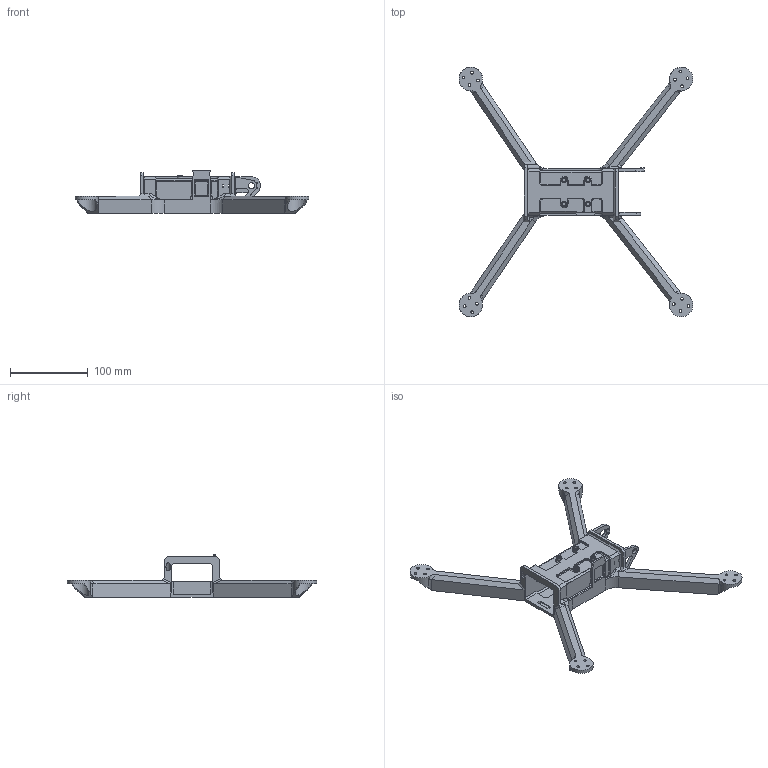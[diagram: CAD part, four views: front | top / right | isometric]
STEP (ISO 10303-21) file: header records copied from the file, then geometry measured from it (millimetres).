
FILE_DESCRIPTION((''),'2;1');
FILE_NAME('BODY','2016-07-01T',('rb'),(''),'PRO/ENGINEER BY PARAMETRIC TECHNOLOGY CORPORATION, 2012060','PRO/ENGINEER BY PARAMETRIC TECHNOLOGY CORPORATION, 2012060','');
FILE_SCHEMA(('CONFIG_CONTROL_DESIGN'));
Length unit declared in the file: millimetre
Products named in the file (1): BODY
Bounding box: 299.97 x 320 x 54.37 mm (x, y, z)
Volume: 278556.9 mm3; surface area: 107075.8 mm2
Topology: 1 solids, 1 shells, 475 faces, 1296 edges, 832 vertices
Faces by surface type: plane 276, cylinder 145, cone 40, bspline 14
Entity records: 15838 total; most frequent: CARTESIAN_POINT 3695, ORIENTED_EDGE 2592, DIRECTION 2392, EDGE_CURVE 1296, VECTOR 872, LINE 872, VERTEX_POINT 832, AXIS2_PLACEMENT_3D 760
